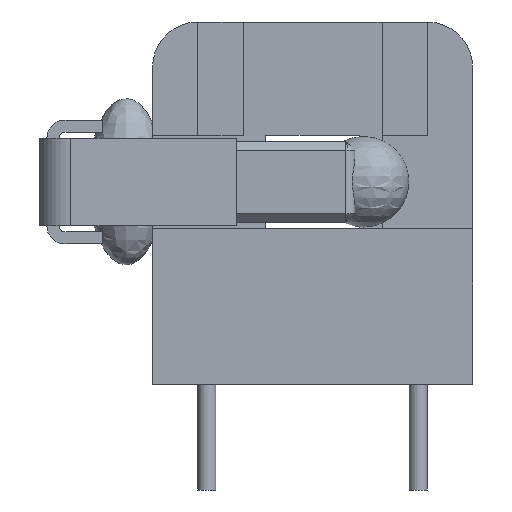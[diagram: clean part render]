
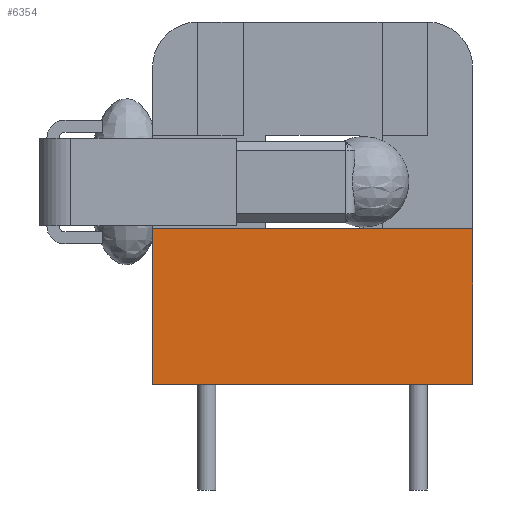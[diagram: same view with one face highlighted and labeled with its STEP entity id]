
A CAD part, front view. The second image highlights one B-rep face of the part: STEP entity #6354.
In plain terms, the highlighted planar face has unit normal (0, -1, 0).
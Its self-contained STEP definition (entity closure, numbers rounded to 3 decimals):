
#704=ORIENTED_EDGE('',*,*,#1901,.F.);
#705=ORIENTED_EDGE('',*,*,#1881,.F.);
#706=ORIENTED_EDGE('',*,*,#1875,.T.);
#707=ORIENTED_EDGE('',*,*,#1759,.T.);
#1759=EDGE_CURVE('',#2432,#2443,#2893,.T.);
#1875=EDGE_CURVE('',#2547,#2432,#2969,.T.);
#1881=EDGE_CURVE('',#2547,#2548,#2975,.T.);
#1901=EDGE_CURVE('',#2548,#2443,#2995,.T.);
#2432=VERTEX_POINT('',#8283);
#2443=VERTEX_POINT('',#8306);
#2547=VERTEX_POINT('',#8546);
#2548=VERTEX_POINT('',#8550);
#2893=LINE('',#8307,#3350);
#2969=LINE('',#8545,#3426);
#2975=LINE('',#8556,#3432);
#2995=LINE('',#8593,#3452);
#3350=VECTOR('',#7034,1000.);
#3426=VECTOR('',#7228,1000.);
#3432=VECTOR('',#7236,1000.);
#3452=VECTOR('',#7266,1000.);
#3837=EDGE_LOOP('',(#704,#705,#706,#707));
#4133=FACE_BOUND('',#3837,.T.);
#4419=PLANE('',#6710);
#6354=ADVANCED_FACE('',(#4133),#4419,.T.);
#6710=AXIS2_PLACEMENT_3D('',#8725,#7398,#7399);
#7034=DIRECTION('',(-1.,0.,0.));
#7228=DIRECTION('',(0.,0.,1.));
#7236=DIRECTION('',(-1.,0.,0.));
#7266=DIRECTION('',(0.,0.,1.));
#7398=DIRECTION('',(0.,-1.,0.));
#7399=DIRECTION('',(0.,0.,-1.));
#8283=CARTESIAN_POINT('',(5.3,-6.2,-1.55));
#8306=CARTESIAN_POINT('',(-5.3,-6.2,-1.55));
#8307=CARTESIAN_POINT('',(5.3,-6.2,-1.55));
#8545=CARTESIAN_POINT('',(5.3,-6.2,-6.7));
#8546=CARTESIAN_POINT('',(5.3,-6.2,-6.7));
#8550=CARTESIAN_POINT('',(-5.3,-6.2,-6.7));
#8556=CARTESIAN_POINT('',(5.3,-6.2,-6.7));
#8593=CARTESIAN_POINT('',(-5.3,-6.2,-6.7));
#8725=CARTESIAN_POINT('',(5.3,-6.2,-6.7));
